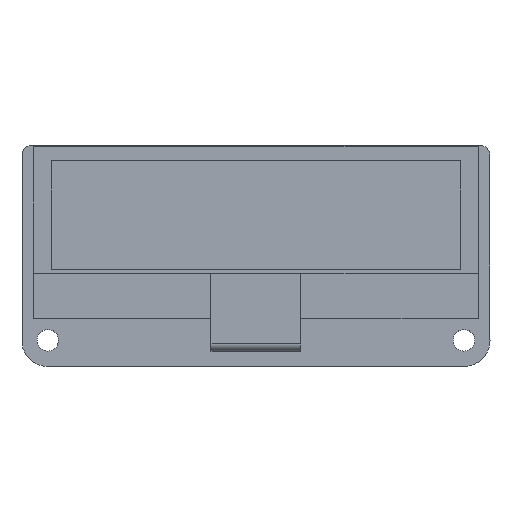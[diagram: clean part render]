
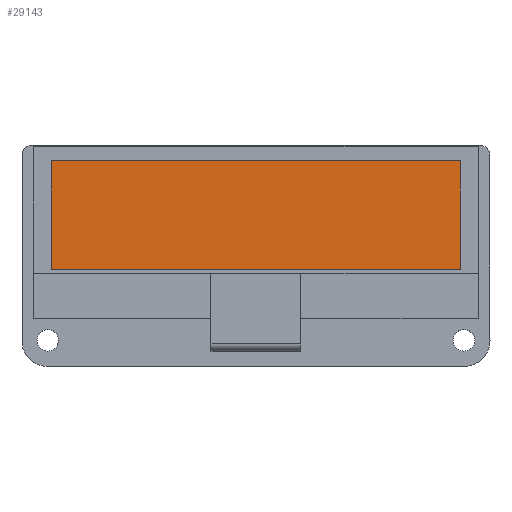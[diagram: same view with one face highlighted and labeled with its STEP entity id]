
A CAD part, top view. The second image highlights one B-rep face of the part: STEP entity #29143.
In plain terms, the highlighted planar face has unit normal (0, 0, 1).
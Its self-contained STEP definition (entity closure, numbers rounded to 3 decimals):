
#28348=DIRECTION('',(1.,0.,0.));
#28349=VECTOR('',#28348,57.02);
#28350=CARTESIAN_POINT('',(-28.51,7.55,1.95));
#28351=LINE('',#28350,#28349);
#28355=DIRECTION('',(0.,1.,0.));
#28356=VECTOR('',#28355,15.1);
#28357=CARTESIAN_POINT('',(28.51,-7.55,1.95));
#28358=LINE('',#28357,#28356);
#28362=DIRECTION('',(1.,0.,0.));
#28363=VECTOR('',#28362,57.02);
#28364=CARTESIAN_POINT('',(-28.51,-7.55,1.95));
#28365=LINE('',#28364,#28363);
#28369=DIRECTION('',(0.,1.,0.));
#28370=VECTOR('',#28369,15.1);
#28371=CARTESIAN_POINT('',(-28.51,-7.55,1.95));
#28372=LINE('',#28371,#28370);
#28480=CARTESIAN_POINT('',(-28.51,7.55,1.95));
#28481=CARTESIAN_POINT('',(28.51,7.55,1.95));
#28482=VERTEX_POINT('',#28480);
#28483=VERTEX_POINT('',#28481);
#28484=CARTESIAN_POINT('',(28.51,-7.55,1.95));
#28485=VERTEX_POINT('',#28484);
#28486=CARTESIAN_POINT('',(-28.51,-7.55,1.95));
#28487=VERTEX_POINT('',#28486);
#29129=CARTESIAN_POINT('',(0.,0.,1.95));
#29130=DIRECTION('',(0.,0.,1.));
#29131=DIRECTION('',(1.,0.,0.));
#29132=AXIS2_PLACEMENT_3D('',#29129,#29130,#29131);
#29133=PLANE('',#29132);
#29134=ORIENTED_EDGE('',*,*,#29119,.T.);
#29136=ORIENTED_EDGE('',*,*,#29135,.F.);
#29138=ORIENTED_EDGE('',*,*,#29137,.F.);
#29140=ORIENTED_EDGE('',*,*,#29139,.T.);
#29141=EDGE_LOOP('',(#29134,#29136,#29138,#29140));
#29142=FACE_OUTER_BOUND('',#29141,.F.);
#29143=ADVANCED_FACE('',(#29142),#29133,.T.);
#29119=EDGE_CURVE('',#28482,#28483,#28351,.T.);
#29135=EDGE_CURVE('',#28485,#28483,#28358,.T.);
#29137=EDGE_CURVE('',#28487,#28485,#28365,.T.);
#29139=EDGE_CURVE('',#28487,#28482,#28372,.T.);
